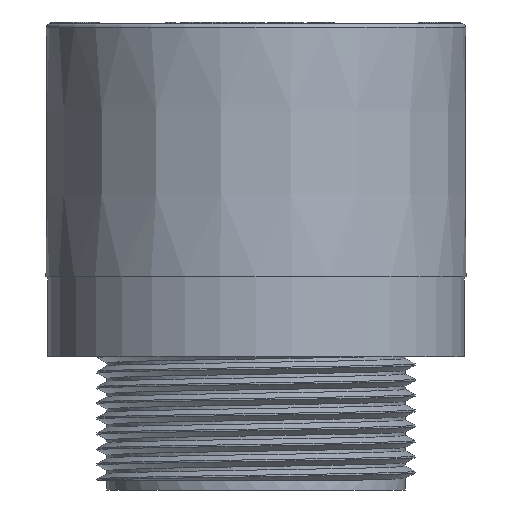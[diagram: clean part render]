
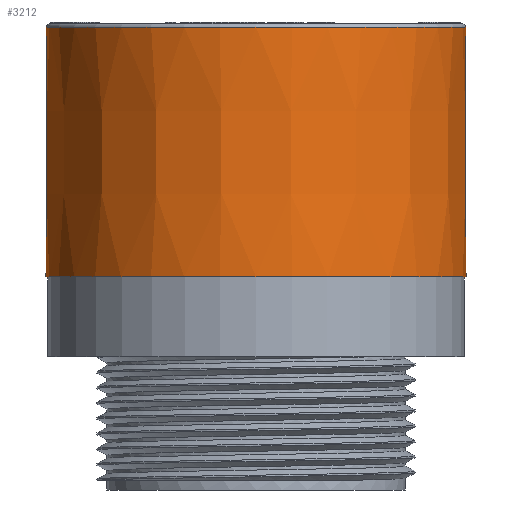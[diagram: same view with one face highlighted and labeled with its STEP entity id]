
A CAD part, front view. The second image highlights one B-rep face of the part: STEP entity #3212.
In plain terms, the highlighted conical face has half-angle 0.075 degrees and reference radius 31.5 mm.
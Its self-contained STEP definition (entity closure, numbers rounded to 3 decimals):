
#131=CONICAL_SURFACE('',#11537,31.5,0.075);
#3212=ADVANCED_FACE('',(#4383,#4384),#131,.T.);
#4383=FACE_BOUND('',#4458,.T.);
#4384=FACE_BOUND('',#4459,.T.);
#4458=EDGE_LOOP('',(#5578));
#4459=EDGE_LOOP('',(#5579));
#5578=ORIENTED_EDGE('',*,*,#10194,.F.);
#5579=ORIENTED_EDGE('',*,*,#10193,.T.);
#9023=VERTEX_POINT('',#18979);
#9024=VERTEX_POINT('',#18982);
#10193=EDGE_CURVE('',#9023,#9023,#11483,.T.);
#10194=EDGE_CURVE('',#9024,#9024,#11484,.T.);
#11483=CIRCLE('',#11534,31.501);
#11484=CIRCLE('',#11536,31.55);
#11534=AXIS2_PLACEMENT_3D('',#18978,#12152,#12153);
#11536=AXIS2_PLACEMENT_3D('',#18981,#12156,#12157);
#11537=AXIS2_PLACEMENT_3D('',#18983,#12158,#12159);
#12152=DIRECTION('',(0.,0.,-1.));
#12153=DIRECTION('',(0.,-1.,0.));
#12156=DIRECTION('',(0.,0.,-1.));
#12157=DIRECTION('',(0.,1.,0.));
#12158=DIRECTION('',(0.,0.,-1.));
#12159=DIRECTION('',(0.,1.,0.));
#18978=CARTESIAN_POINT('',(-57.,744.5,22.997));
#18979=CARTESIAN_POINT('',(-57.,712.999,22.997));
#18981=CARTESIAN_POINT('',(-57.,744.5,-14.504));
#18982=CARTESIAN_POINT('',(-57.,776.05,-14.504));
#18983=CARTESIAN_POINT('',(-57.,744.5,23.496));
